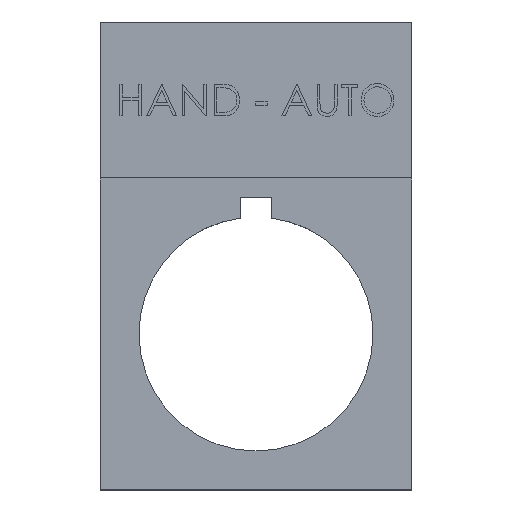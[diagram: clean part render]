
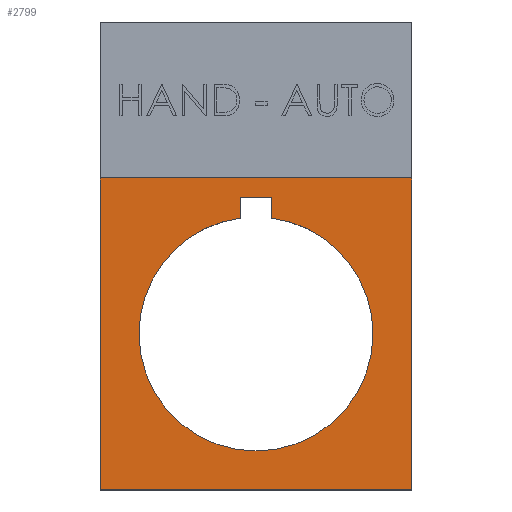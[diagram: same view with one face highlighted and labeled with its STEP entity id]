
A CAD part, top view. The second image highlights one B-rep face of the part: STEP entity #2799.
In plain terms, the highlighted planar face has unit normal (0, 0, 1).
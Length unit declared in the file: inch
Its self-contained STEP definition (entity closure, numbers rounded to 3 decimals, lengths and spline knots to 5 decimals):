
#3 = FACE_BOUND ( 'NONE', #4372, .T. ) ;
#64 = CARTESIAN_POINT ( 'NONE',  ( 0.59055, -0.59055, 0.01969 ) ) ;
#67 = DIRECTION ( 'NONE',  ( 0., 0., 1. ) ) ;
#217 = CARTESIAN_POINT ( 'NONE',  ( -0.59055, 0.59055, 0.01969 ) ) ;
#235 = VERTEX_POINT ( 'NONE', #3561 ) ;
#314 = CARTESIAN_POINT ( 'NONE',  ( -0.59055, -0.59055, 0.01969 ) ) ;
#383 = CARTESIAN_POINT ( 'NONE',  ( 0.44291, 0., 0.01969 ) ) ;
#405 = AXIS2_PLACEMENT_3D ( 'NONE', #3674, #67, #1624 ) ;
#434 = VECTOR ( 'NONE', #5899, 39.37008 ) ;
#485 = ORIENTED_EDGE ( 'NONE', *, *, #5989, .T. ) ;
#525 = DIRECTION ( 'NONE',  ( 1., 0., 0. ) ) ;
#799 = VERTEX_POINT ( 'NONE', #5496 ) ;
#830 = ORIENTED_EDGE ( 'NONE', *, *, #4339, .T. ) ;
#988 = VECTOR ( 'NONE', #1303, 39.37008 ) ;
#1021 = PLANE ( 'NONE',  #405 ) ;
#1065 = DIRECTION ( 'NONE',  ( 1., 0., 0. ) ) ;
#1177 = CARTESIAN_POINT ( 'NONE',  ( -0.59055, -0.59055, 0.01969 ) ) ;
#1178 = CIRCLE ( 'NONE', #5979, 0.44291 ) ;
#1243 = VERTEX_POINT ( 'NONE', #1801 ) ;
#1303 = DIRECTION ( 'NONE',  ( 0., -1., 0. ) ) ;
#1335 = DIRECTION ( 'NONE',  ( 0., 0., -1. ) ) ;
#1434 = EDGE_CURVE ( 'NONE', #1243, #235, #4094, .T. ) ;
#1435 = AXIS2_PLACEMENT_3D ( 'NONE', #4449, #1335, #4973 ) ;
#1494 = ORIENTED_EDGE ( 'NONE', *, *, #4606, .F. ) ;
#1500 = CARTESIAN_POINT ( 'NONE',  ( 0.05906, 0.5177, 0.01969 ) ) ;
#1561 = DIRECTION ( 'NONE',  ( 0., 1., 0. ) ) ;
#1624 = DIRECTION ( 'NONE',  ( 1., 0., 0. ) ) ;
#1659 = ORIENTED_EDGE ( 'NONE', *, *, #1715, .F. ) ;
#1715 = EDGE_CURVE ( 'NONE', #5699, #5198, #3539, .T. ) ;
#1746 = EDGE_CURVE ( 'NONE', #1243, #5198, #2373, .T. ) ;
#1801 = CARTESIAN_POINT ( 'NONE',  ( 0.59055, 0.59055, 0.01969 ) ) ;
#1886 = EDGE_LOOP ( 'NONE', ( #1494, #2186, #5521, #1659 ) ) ;
#2186 = ORIENTED_EDGE ( 'NONE', *, *, #1434, .F. ) ;
#2373 = B_SPLINE_CURVE_WITH_KNOTS ( 'NONE', 3,
 ( #2851, #6508, #2783, #5406 ),
 .UNSPECIFIED., .F., .F.,
 ( 4, 4 ),
 ( 0., 1. ),
 .UNSPECIFIED. ) ;
#2467 = ORIENTED_EDGE ( 'NONE', *, *, #3779, .T. ) ;
#2568 = VECTOR ( 'NONE', #4256, 39.37008 ) ;
#2776 = LINE ( 'NONE', #1500, #3354 ) ;
#2779 = CARTESIAN_POINT ( 'NONE',  ( -0.44291, 0., 0.01969 ) ) ;
#2783 = CARTESIAN_POINT ( 'NONE',  ( -0.19685, 0.59055, 0.01969 ) ) ;
#2799 = ADVANCED_FACE ( 'NONE', ( #3, #6348 ), #1021, .T. ) ;
#2811 = LINE ( 'NONE', #1177, #3309 ) ;
#2851 = CARTESIAN_POINT ( 'NONE',  ( 0.59055, 0.59055, 0.01969 ) ) ;
#2899 = CARTESIAN_POINT ( 'NONE',  ( 0.05906, 0.5177, 0.01969 ) ) ;
#3309 = VECTOR ( 'NONE', #4341, 39.37008 ) ;
#3354 = VECTOR ( 'NONE', #525, 39.37008 ) ;
#3462 = CIRCLE ( 'NONE', #5317, 0.44291 ) ;
#3464 = DIRECTION ( 'NONE',  ( 1., 0., 0. ) ) ;
#3539 = LINE ( 'NONE', #6459, #434 ) ;
#3561 = CARTESIAN_POINT ( 'NONE',  ( 0.59055, -0.59055, 0.01969 ) ) ;
#3610 = CARTESIAN_POINT ( 'NONE',  ( -0.05906, 0.5177, 0.01969 ) ) ;
#3646 = ORIENTED_EDGE ( 'NONE', *, *, #6454, .T. ) ;
#3652 = VERTEX_POINT ( 'NONE', #2779 ) ;
#3674 = CARTESIAN_POINT ( 'NONE',  ( 0., 0.29528, 0.01969 ) ) ;
#3779 = EDGE_CURVE ( 'NONE', #3807, #4267, #4010, .T. ) ;
#3807 = VERTEX_POINT ( 'NONE', #2899 ) ;
#3949 = CARTESIAN_POINT ( 'NONE',  ( -0.05906, 0.5177, 0.01969 ) ) ;
#4010 = LINE ( 'NONE', #6453, #988 ) ;
#4012 = CIRCLE ( 'NONE', #1435, 0.44291 ) ;
#4094 = LINE ( 'NONE', #64, #2568 ) ;
#4256 = DIRECTION ( 'NONE',  ( 0., -1., 0. ) ) ;
#4267 = VERTEX_POINT ( 'NONE', #6049 ) ;
#4339 = EDGE_CURVE ( 'NONE', #5843, #3652, #1178, .T. ) ;
#4341 = DIRECTION ( 'NONE',  ( -1., 0., 0. ) ) ;
#4372 = EDGE_LOOP ( 'NONE', ( #4508, #2467, #5611, #830, #3646, #485 ) ) ;
#4449 = CARTESIAN_POINT ( 'NONE',  ( 0., 0., 0.01969 ) ) ;
#4508 = ORIENTED_EDGE ( 'NONE', *, *, #6114, .T. ) ;
#4560 = VECTOR ( 'NONE', #1561, 39.37008 ) ;
#4606 = EDGE_CURVE ( 'NONE', #235, #5699, #2811, .T. ) ;
#4786 = DIRECTION ( 'NONE',  ( 0., 0., -1. ) ) ;
#4973 = DIRECTION ( 'NONE',  ( 1., 0., 0. ) ) ;
#5198 = VERTEX_POINT ( 'NONE', #217 ) ;
#5317 = AXIS2_PLACEMENT_3D ( 'NONE', #6334, #4786, #1065 ) ;
#5354 = VERTEX_POINT ( 'NONE', #3949 ) ;
#5406 = CARTESIAN_POINT ( 'NONE',  ( -0.59055, 0.59055, 0.01969 ) ) ;
#5496 = CARTESIAN_POINT ( 'NONE',  ( -0.05906, 0.43896, 0.01969 ) ) ;
#5516 = CARTESIAN_POINT ( 'NONE',  ( 0., 0., 0.01969 ) ) ;
#5521 = ORIENTED_EDGE ( 'NONE', *, *, #1746, .T. ) ;
#5611 = ORIENTED_EDGE ( 'NONE', *, *, #6218, .T. ) ;
#5699 = VERTEX_POINT ( 'NONE', #314 ) ;
#5843 = VERTEX_POINT ( 'NONE', #383 ) ;
#5899 = DIRECTION ( 'NONE',  ( 0., 1., 0. ) ) ;
#5938 = LINE ( 'NONE', #3610, #4560 ) ;
#5979 = AXIS2_PLACEMENT_3D ( 'NONE', #5516, #6573, #3464 ) ;
#5989 = EDGE_CURVE ( 'NONE', #799, #5354, #5938, .T. ) ;
#6049 = CARTESIAN_POINT ( 'NONE',  ( 0.05906, 0.43896, 0.01969 ) ) ;
#6114 = EDGE_CURVE ( 'NONE', #5354, #3807, #2776, .T. ) ;
#6218 = EDGE_CURVE ( 'NONE', #4267, #5843, #3462, .T. ) ;
#6334 = CARTESIAN_POINT ( 'NONE',  ( 0., 0., 0.01969 ) ) ;
#6348 = FACE_OUTER_BOUND ( 'NONE', #1886, .T. ) ;
#6453 = CARTESIAN_POINT ( 'NONE',  ( 0.05906, 0.43896, 0.01969 ) ) ;
#6454 = EDGE_CURVE ( 'NONE', #3652, #799, #4012, .T. ) ;
#6459 = CARTESIAN_POINT ( 'NONE',  ( -0.59055, 1.1811, 0.01969 ) ) ;
#6508 = CARTESIAN_POINT ( 'NONE',  ( 0.19685, 0.59055, 0.01969 ) ) ;
#6573 = DIRECTION ( 'NONE',  ( 0., 0., -1. ) ) ;
